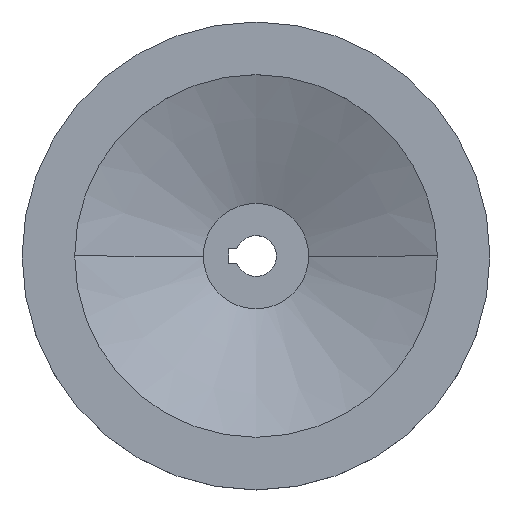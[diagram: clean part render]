
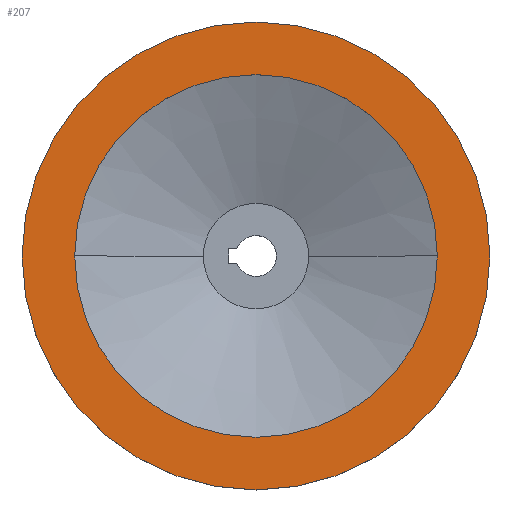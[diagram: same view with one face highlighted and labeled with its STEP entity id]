
A CAD part, top view. The second image highlights one B-rep face of the part: STEP entity #207.
In plain terms, the highlighted planar face has unit normal (0, 0, 1).
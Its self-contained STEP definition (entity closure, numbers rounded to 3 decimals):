
#145=VERTEX_POINT('',#369);
#147=EDGE_CURVE('',#145,#301,#371,.T.);
#151=VERTEX_POINT('',#375);
#159=EDGE_CURVE('',#151,#215,#384,.T.);
#207=ADVANCED_FACE('',(#440,#441),#442,.T.);
#215=VERTEX_POINT('',#450);
#231=EDGE_CURVE('',#215,#151,#469,.T.);
#267=EDGE_CURVE('',#301,#145,#508,.T.);
#301=VERTEX_POINT('',#545);
#369=CARTESIAN_POINT('',(80.0,0.,39.0));
#371=CIRCLE('',#621,80.0);
#375=CARTESIAN_POINT('',(-62.0,0.,39.0));
#384=CIRCLE('',#638,62.0);
#440=FACE_OUTER_BOUND('',#705,.T.);
#441=FACE_BOUND('',#706,.T.);
#442=PLANE('',#707);
#450=CARTESIAN_POINT('',(62.0,0.,39.0));
#469=CIRCLE('',#744,62.0);
#508=CIRCLE('',#797,80.0);
#545=CARTESIAN_POINT('',(-80.0,0.,39.0));
#621=AXIS2_PLACEMENT_3D('',#925,#926,#927);
#638=AXIS2_PLACEMENT_3D('',#940,#941,#942);
#705=EDGE_LOOP('',(#1022,#1023));
#706=EDGE_LOOP('',(#1024,#1025));
#707=AXIS2_PLACEMENT_3D('',#1026,#1027,#1028);
#744=AXIS2_PLACEMENT_3D('',#1060,#1061,#1062);
#797=AXIS2_PLACEMENT_3D('',#1096,#1097,#1098);
#925=CARTESIAN_POINT('',(0.,0.,39.0));
#926=DIRECTION('',(-0.0,0.0,-1.0));
#927=DIRECTION('',(-1.0,0.,0.0));
#940=CARTESIAN_POINT('',(0.,0.,39.0));
#941=DIRECTION('',(-0.0,0.0,-1.0));
#942=DIRECTION('',(-1.0,0.,0.0));
#1022=ORIENTED_EDGE('',*,*,#267,.F.);
#1023=ORIENTED_EDGE('',*,*,#147,.F.);
#1024=ORIENTED_EDGE('',*,*,#159,.T.);
#1025=ORIENTED_EDGE('',*,*,#231,.T.);
#1026=CARTESIAN_POINT('',(-71.0,0.,39.0));
#1027=DIRECTION('',(0.0,0.0,1.0));
#1028=DIRECTION('',(-1.0,0.,0.0));
#1060=CARTESIAN_POINT('',(0.,0.,39.0));
#1061=DIRECTION('',(-0.0,0.0,-1.0));
#1062=DIRECTION('',(-1.0,0.,0.0));
#1096=CARTESIAN_POINT('',(0.,0.,39.0));
#1097=DIRECTION('',(-0.0,0.0,-1.0));
#1098=DIRECTION('',(-1.0,0.,0.0));
